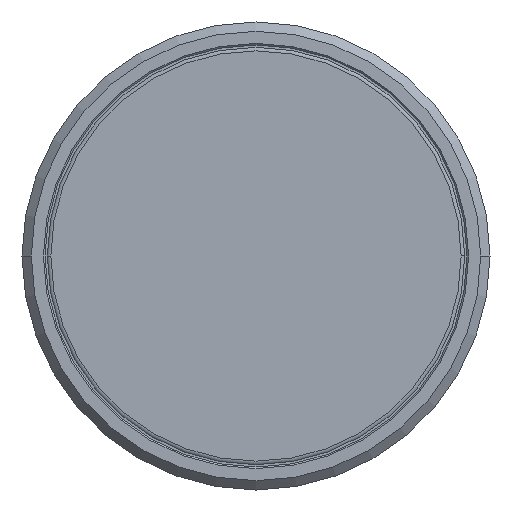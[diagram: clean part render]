
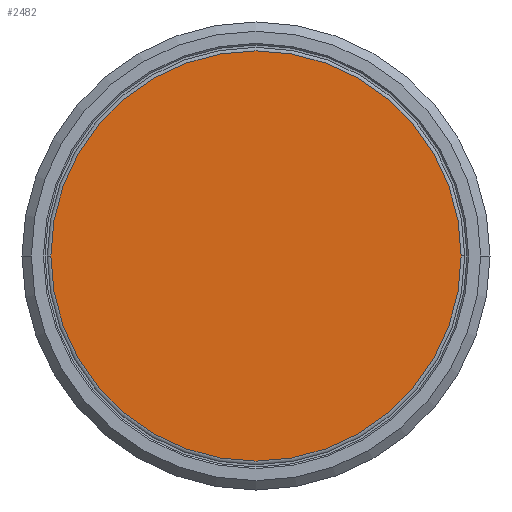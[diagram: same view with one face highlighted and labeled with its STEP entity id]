
A CAD part, front view. The second image highlights one B-rep face of the part: STEP entity #2482.
In plain terms, the highlighted planar face has unit normal (0, -1, 0).
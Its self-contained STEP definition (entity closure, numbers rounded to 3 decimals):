
#827=CARTESIAN_POINT('',(0.,0.,0.));
#828=DIRECTION('',(0.,-1.,0.));
#829=DIRECTION('',(1.,0.,0.));
#830=AXIS2_PLACEMENT_3D('',#827,#828,#829);
#837=CARTESIAN_POINT('',(0.,0.,0.));
#838=DIRECTION('',(0.,-1.,0.));
#839=DIRECTION('',(-1.,0.,0.));
#840=AXIS2_PLACEMENT_3D('',#837,#838,#839);
#882=CARTESIAN_POINT('',(-13.15,0.,
0.));
#883=VERTEX_POINT('',#882);
#884=CARTESIAN_POINT('',(13.15,0.,
0.));
#885=VERTEX_POINT('',#884);
#2473=CARTESIAN_POINT('',(0.,0.,0.));
#2474=DIRECTION('',(0.,1.,0.));
#2475=DIRECTION('',(1.,0.,0.));
#2476=AXIS2_PLACEMENT_3D('',#2473,#2474,#2475);
#2477=PLANE('',#2476);
#2478=ORIENTED_EDGE('',*,*,#2439,.F.);
#2479=ORIENTED_EDGE('',*,*,#2460,.F.);
#2480=EDGE_LOOP('',(#2478,#2479));
#2481=FACE_OUTER_BOUND('',#2480,.F.);
#2482=ADVANCED_FACE('',(#2481),#2477,.F.);
#831=CIRCLE('',#830,13.15);
#841=CIRCLE('',#840,13.15);
#2439=EDGE_CURVE('',#885,#883,#831,.T.);
#2460=EDGE_CURVE('',#883,#885,#841,.T.);
